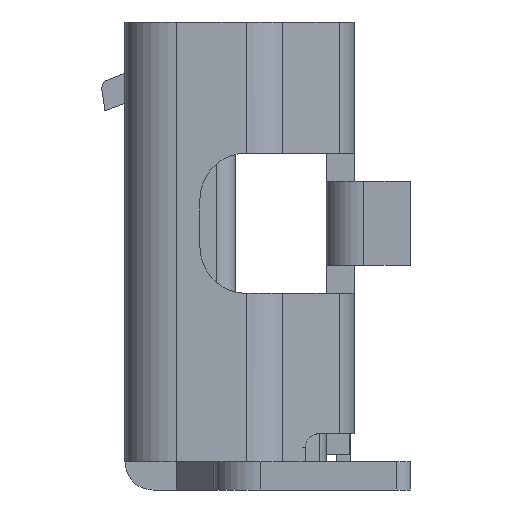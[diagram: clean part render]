
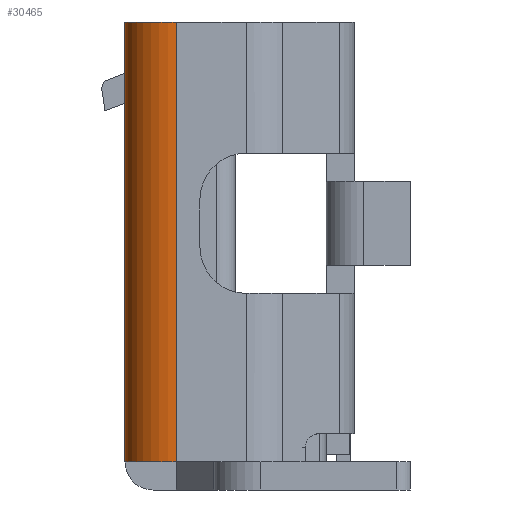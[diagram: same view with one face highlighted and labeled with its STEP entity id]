
A CAD part, left-side view. The second image highlights one B-rep face of the part: STEP entity #30465.
In plain terms, the highlighted cylindrical face has radius 0.55 mm (diameter 1.1 mm), a partial arc.
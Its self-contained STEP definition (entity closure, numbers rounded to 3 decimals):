
#43 = PLANE('',#44);
#44 = AXIS2_PLACEMENT_3D('',#45,#46,#47);
#45 = CARTESIAN_POINT('',(0.,0.,2.35));
#46 = DIRECTION('',(0.,0.,1.));
#47 = DIRECTION('',(1.,0.,-0.));
#604 = VERTEX_POINT('',#605);
#605 = CARTESIAN_POINT('',(-3.75,0.675,2.35));
#619 = PLANE('',#620);
#620 = AXIS2_PLACEMENT_3D('',#621,#622,#623);
#621 = CARTESIAN_POINT('',(-3.75,0.675,-2.35));
#622 = DIRECTION('',(-1.,0.,0.));
#623 = DIRECTION('',(0.,-1.,0.));
#631 = EDGE_CURVE('',#632,#604,#634,.T.);
#632 = VERTEX_POINT('',#633);
#633 = CARTESIAN_POINT('',(-3.2,1.225,2.35));
#634 = SURFACE_CURVE('',#635,(#640,#647),.PCURVE_S1.);
#635 = CIRCLE('',#636,0.55);
#636 = AXIS2_PLACEMENT_3D('',#637,#638,#639);
#637 = CARTESIAN_POINT('',(-3.2,0.675,2.35));
#638 = DIRECTION('',(0.,-0.,1.));
#639 = DIRECTION('',(0.,1.,0.));
#640 = PCURVE('',#43,#641);
#641 = DEFINITIONAL_REPRESENTATION('',(#642),#646);
#642 = CIRCLE('',#643,0.55);
#643 = AXIS2_PLACEMENT_2D('',#644,#645);
#644 = CARTESIAN_POINT('',(-3.2,0.675));
#645 = DIRECTION('',(0.,1.));
#646 = ( GEOMETRIC_REPRESENTATION_CONTEXT(2) 
PARAMETRIC_REPRESENTATION_CONTEXT() REPRESENTATION_CONTEXT('2D SPACE',''
  ) );
#647 = PCURVE('',#648,#653);
#648 = CYLINDRICAL_SURFACE('',#649,0.55);
#649 = AXIS2_PLACEMENT_3D('',#650,#651,#652);
#650 = CARTESIAN_POINT('',(-3.2,0.675,-2.35));
#651 = DIRECTION('',(0.,0.,1.));
#652 = DIRECTION('',(1.,0.,-0.));
#653 = DEFINITIONAL_REPRESENTATION('',(#654),#658);
#654 = LINE('',#655,#656);
#655 = CARTESIAN_POINT('',(1.571,4.7));
#656 = VECTOR('',#657,1.);
#657 = DIRECTION('',(1.,0.));
#658 = ( GEOMETRIC_REPRESENTATION_CONTEXT(2) 
PARAMETRIC_REPRESENTATION_CONTEXT() REPRESENTATION_CONTEXT('2D SPACE',''
  ) );
#676 = PLANE('',#677);
#677 = AXIS2_PLACEMENT_3D('',#678,#679,#680);
#678 = CARTESIAN_POINT('',(3.2,1.225,-2.35));
#679 = DIRECTION('',(0.,1.,0.));
#680 = DIRECTION('',(-1.,0.,0.));
#4775 = PLANE('',#4776);
#4776 = AXIS2_PLACEMENT_3D('',#4777,#4778,#4779);
#4777 = CARTESIAN_POINT('',(0.,0.,-2.35));
#4778 = DIRECTION('',(0.,0.,1.));
#4779 = DIRECTION('',(1.,0.,-0.));
#6027 = VERTEX_POINT('',#6028);
#6028 = CARTESIAN_POINT('',(-3.2,1.225,-2.35));
#6049 = EDGE_CURVE('',#6027,#6050,#6052,.T.);
#6050 = VERTEX_POINT('',#6051);
#6051 = CARTESIAN_POINT('',(-3.75,0.675,-2.35));
#6052 = SURFACE_CURVE('',#6053,(#6058,#6065),.PCURVE_S1.);
#6053 = CIRCLE('',#6054,0.55);
#6054 = AXIS2_PLACEMENT_3D('',#6055,#6056,#6057);
#6055 = CARTESIAN_POINT('',(-3.2,0.675,-2.35));
#6056 = DIRECTION('',(0.,-0.,1.));
#6057 = DIRECTION('',(0.,1.,0.));
#6058 = PCURVE('',#4775,#6059);
#6059 = DEFINITIONAL_REPRESENTATION('',(#6060),#6064);
#6060 = CIRCLE('',#6061,0.55);
#6061 = AXIS2_PLACEMENT_2D('',#6062,#6063);
#6062 = CARTESIAN_POINT('',(-3.2,0.675));
#6063 = DIRECTION('',(0.,1.));
#6064 = ( GEOMETRIC_REPRESENTATION_CONTEXT(2) 
PARAMETRIC_REPRESENTATION_CONTEXT() REPRESENTATION_CONTEXT('2D SPACE',''
  ) );
#6065 = PCURVE('',#648,#6066);
#6066 = DEFINITIONAL_REPRESENTATION('',(#6067),#6071);
#6067 = LINE('',#6068,#6069);
#6068 = CARTESIAN_POINT('',(1.571,0.));
#6069 = VECTOR('',#6070,1.);
#6070 = DIRECTION('',(1.,0.));
#6071 = ( GEOMETRIC_REPRESENTATION_CONTEXT(2) 
PARAMETRIC_REPRESENTATION_CONTEXT() REPRESENTATION_CONTEXT('2D SPACE',''
  ) );
#6675 = EDGE_CURVE('',#6027,#632,#6676,.T.);
#6676 = SURFACE_CURVE('',#6677,(#6681,#6688),.PCURVE_S1.);
#6677 = LINE('',#6678,#6679);
#6678 = CARTESIAN_POINT('',(-3.2,1.225,-2.35));
#6679 = VECTOR('',#6680,1.);
#6680 = DIRECTION('',(0.,0.,1.));
#6681 = PCURVE('',#676,#6682);
#6682 = DEFINITIONAL_REPRESENTATION('',(#6683),#6687);
#6683 = LINE('',#6684,#6685);
#6684 = CARTESIAN_POINT('',(6.4,0.));
#6685 = VECTOR('',#6686,1.);
#6686 = DIRECTION('',(0.,1.));
#6687 = ( GEOMETRIC_REPRESENTATION_CONTEXT(2) 
PARAMETRIC_REPRESENTATION_CONTEXT() REPRESENTATION_CONTEXT('2D SPACE',''
  ) );
#6688 = PCURVE('',#648,#6689);
#6689 = DEFINITIONAL_REPRESENTATION('',(#6690),#6694);
#6690 = LINE('',#6691,#6692);
#6691 = CARTESIAN_POINT('',(1.571,0.));
#6692 = VECTOR('',#6693,1.);
#6693 = DIRECTION('',(0.,1.));
#6694 = ( GEOMETRIC_REPRESENTATION_CONTEXT(2) 
PARAMETRIC_REPRESENTATION_CONTEXT() REPRESENTATION_CONTEXT('2D SPACE',''
  ) );
#30394 = EDGE_CURVE('',#6050,#604,#30395,.T.);
#30395 = SURFACE_CURVE('',#30396,(#30400,#30407),.PCURVE_S1.);
#30396 = LINE('',#30397,#30398);
#30397 = CARTESIAN_POINT('',(-3.75,0.675,-2.35));
#30398 = VECTOR('',#30399,1.);
#30399 = DIRECTION('',(0.,0.,1.));
#30400 = PCURVE('',#619,#30401);
#30401 = DEFINITIONAL_REPRESENTATION('',(#30402),#30406);
#30402 = LINE('',#30403,#30404);
#30403 = CARTESIAN_POINT('',(0.,0.));
#30404 = VECTOR('',#30405,1.);
#30405 = DIRECTION('',(0.,1.));
#30406 = ( GEOMETRIC_REPRESENTATION_CONTEXT(2) 
PARAMETRIC_REPRESENTATION_CONTEXT() REPRESENTATION_CONTEXT('2D SPACE',''
  ) );
#30407 = PCURVE('',#648,#30408);
#30408 = DEFINITIONAL_REPRESENTATION('',(#30409),#30413);
#30409 = LINE('',#30410,#30411);
#30410 = CARTESIAN_POINT('',(3.142,0.));
#30411 = VECTOR('',#30412,1.);
#30412 = DIRECTION('',(0.,1.));
#30413 = ( GEOMETRIC_REPRESENTATION_CONTEXT(2) 
PARAMETRIC_REPRESENTATION_CONTEXT() REPRESENTATION_CONTEXT('2D SPACE',''
  ) );
#30465 = ADVANCED_FACE('',(#30466),#648,.T.);
#30466 = FACE_BOUND('',#30467,.T.);
#30467 = EDGE_LOOP('',(#30468,#30469,#30470,#30471));
#30468 = ORIENTED_EDGE('',*,*,#30394,.T.);
#30469 = ORIENTED_EDGE('',*,*,#631,.F.);
#30470 = ORIENTED_EDGE('',*,*,#6675,.F.);
#30471 = ORIENTED_EDGE('',*,*,#6049,.T.);
